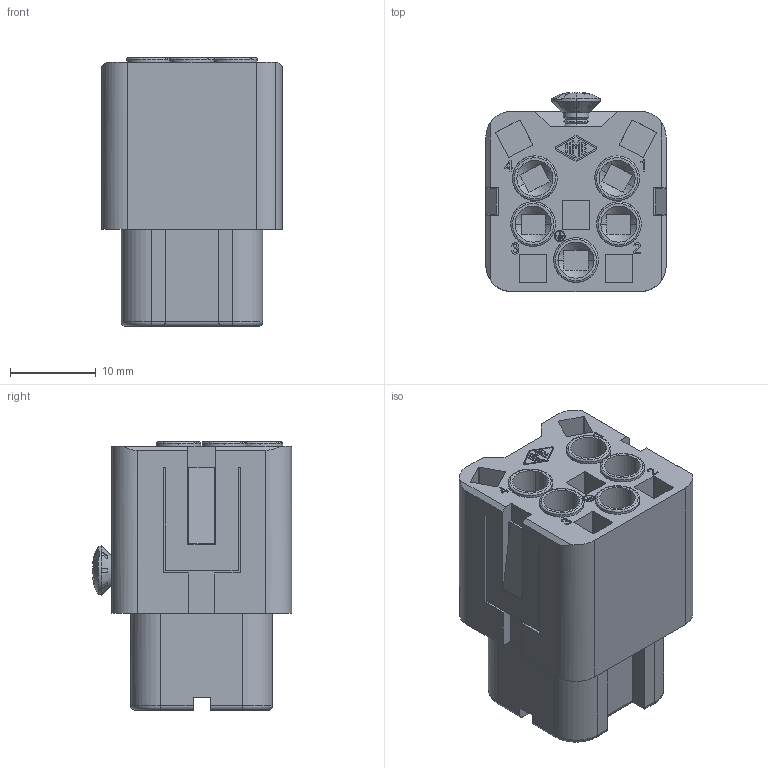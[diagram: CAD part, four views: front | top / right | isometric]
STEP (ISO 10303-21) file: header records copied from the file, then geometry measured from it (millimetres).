
FILE_DESCRIPTION(('OneSpaceDesigner STEP Export'),'2;1');
FILE_NAME('CKSF_04.stp','2008-03-27T11:05:30',(''),(''),'OneSpace Designer STEP processor for AP214 (Solid Model)','OneSpace Modeling 15.50B 03-Nov-2007 (C) CoCreate Software GmbH','');
FILE_SCHEMA(('AUTOMOTIVE_DESIGN { 1 0 10303 214 1 1 1 1 }'));
Length unit declared in the file: millimetre
Products named in the file (2): CKSF_04
Assembly tree (1 placements, depth 2):
  CKSF_04
    CKSF_04
Bounding box: 21 x 23.24 x 31.3 mm (x, y, z)
Volume: 9314.9 mm3; surface area: 5730.9 mm2
Topology: 1 solids, 3 shells, 773 faces, 2103 edges, 1380 vertices
Faces by surface type: plane 584, cylinder 132, cone 34, torus 19, sphere 4
Entity records: 27851 total; most frequent: CARTESIAN_POINT 6648, ORIENTED_EDGE 4206, DIRECTION 3460, EDGE_CURVE 2103, VECTOR 1628, LINE 1628, VERTEX_POINT 1380, AXIS2_PLACEMENT_3D 916
